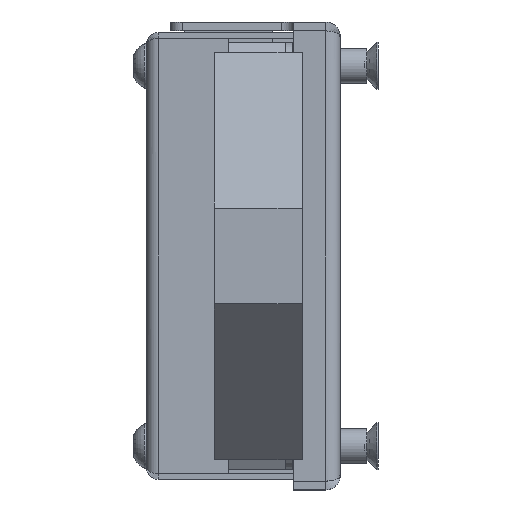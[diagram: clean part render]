
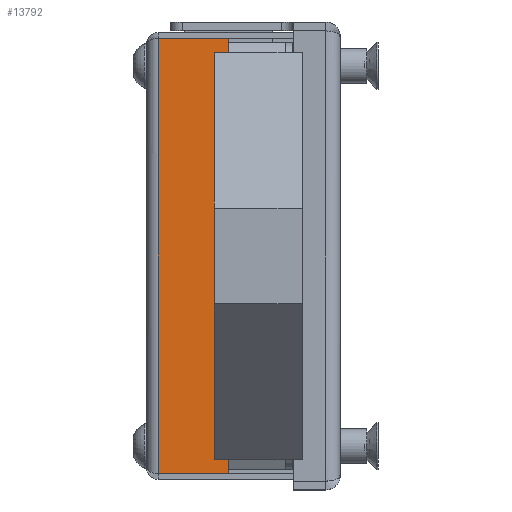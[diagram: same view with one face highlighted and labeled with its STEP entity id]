
A CAD part, left-side view. The second image highlights one B-rep face of the part: STEP entity #13792.
In plain terms, the highlighted planar face has unit normal (-1, 0, 0).
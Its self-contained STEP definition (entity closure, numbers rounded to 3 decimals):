
#136 = CARTESIAN_POINT ( 'NONE',  ( -79.5, 35.6, -37.165 ) ) ;
#1389 = ORIENTED_EDGE ( 'NONE', *, *, #6434, .F. ) ;
#1416 = VERTEX_POINT ( 'NONE', #136 ) ;
#1474 = ORIENTED_EDGE ( 'NONE', *, *, #8367, .T. ) ;
#1638 = ORIENTED_EDGE ( 'NONE', *, *, #22232, .T. ) ;
#1972 = CARTESIAN_POINT ( 'NONE',  ( -79.5, 23.6, 38.2 ) ) ;
#2241 = CARTESIAN_POINT ( 'NONE',  ( -79.5, 25.6, -34.75 ) ) ;
#2251 = DIRECTION ( 'NONE',  ( -1., 0., 0. ) ) ;
#2341 = ORIENTED_EDGE ( 'NONE', *, *, #16259, .F. ) ;
#2458 = EDGE_LOOP ( 'NONE', ( #17939, #2341, #15296, #17512, #1474, #14912, #1638, #1389 ) ) ;
#2900 = VERTEX_POINT ( 'NONE', #13237 ) ;
#2971 = EDGE_CURVE ( 'Defeature ausgef�hrt11_63+Defeature ausgef�hrt11_128+Defeature ausgef�hrt11_157+Defeature ausgef�hrt11_57', #13093, #13097, #7564, .T. ) ;
#3835 = VERTEX_POINT ( 'NONE', #2241 ) ;
#5947 = LINE ( 'NONE', #14215, #7723 ) ;
#6370 = VECTOR ( 'NONE', #23038, 1000. ) ;
#6434 = EDGE_CURVE ( 'Defeature ausgef�hrt11_96+Defeature ausgef�hrt11_63+Defeature ausgef�hrt11_127+Defeature ausgef�hrt11_91', #2900, #9713, #23531, .T. ) ;
#7343 = CARTESIAN_POINT ( 'NONE',  ( -79.5, 9.6, -34.75 ) ) ;
#7564 = LINE ( 'NONE', #8029, #6370 ) ;
#7723 = VECTOR ( 'NONE', #8374, 1000. ) ;
#7887 = LINE ( 'NONE', #7343, #19615 ) ;
#8029 = CARTESIAN_POINT ( 'NONE',  ( -79.5, 9.6, 34.75 ) ) ;
#8367 = EDGE_CURVE ( 'Defeature ausgef�hrt11_63+Defeature ausgef�hrt11_90+Defeature ausgef�hrt11_57+Defeature ausgef�hrt11_95', #24264, #13144, #24288, .T. ) ;
#8374 = DIRECTION ( 'NONE',  ( 0., 0., -1. ) ) ;
#8545 = VECTOR ( 'NONE', #24375, 1000. ) ;
#9232 = DIRECTION ( 'NONE',  ( 0., 0., -1. ) ) ;
#9713 = VERTEX_POINT ( 'NONE', #12318 ) ;
#10241 = VECTOR ( 'NONE', #14755, 1000. ) ;
#10323 = CARTESIAN_POINT ( 'NONE',  ( -79.5, 35.6, 37.165 ) ) ;
#11306 = EDGE_CURVE ( 'Defeature ausgef�hrt11_57+Defeature ausgef�hrt11_63+Defeature ausgef�hrt11_90+Defeature ausgef�hrt11_128', #24264, #13097, #11471, .T. ) ;
#11444 = DIRECTION ( 'NONE',  ( 0., 0., 1. ) ) ;
#11471 = LINE ( 'NONE', #17783, #17081 ) ;
#12318 = CARTESIAN_POINT ( 'NONE',  ( -79.5, 23.6, -37.165 ) ) ;
#12360 = DIRECTION ( 'NONE',  ( 0., 0., -1. ) ) ;
#13093 = VERTEX_POINT ( 'NONE', #23448 ) ;
#13097 = VERTEX_POINT ( 'NONE', #23218 ) ;
#13144 = VERTEX_POINT ( 'NONE', #10323 ) ;
#13208 = CARTESIAN_POINT ( 'NONE',  ( -79.5, 9.6, -37.165 ) ) ;
#13237 = CARTESIAN_POINT ( 'NONE',  ( -79.5, 23.6, -34.75 ) ) ;
#13792 = ADVANCED_FACE ( 'Defeature ausgef�hrt11_63', ( #15969 ), #22826, .T. ) ;
#14215 = CARTESIAN_POINT ( 'NONE',  ( -79.5, 25.6, 833.2 ) ) ;
#14755 = DIRECTION ( 'NONE',  ( 0., -1., 0. ) ) ;
#14912 = ORIENTED_EDGE ( 'NONE', *, *, #15172, .T. ) ;
#15137 = CARTESIAN_POINT ( 'NONE',  ( -79.5, 9.6, 833.2 ) ) ;
#15172 = EDGE_CURVE ( 'Defeature ausgef�hrt11_63+Defeature ausgef�hrt11_95+Defeature ausgef�hrt11_90+Defeature ausgef�hrt11_91', #13144, #1416, #15904, .T. ) ;
#15296 = ORIENTED_EDGE ( 'NONE', *, *, #2971, .T. ) ;
#15904 = LINE ( 'NONE', #17077, #19407 ) ;
#15969 = FACE_OUTER_BOUND ( 'NONE', #2458, .T. ) ;
#16259 = EDGE_CURVE ( 'Defeature ausgef�hrt11_157+Defeature ausgef�hrt11_63+Defeature ausgef�hrt11_128+Defeature ausgef�hrt11_127', #13093, #3835, #5947, .T. ) ;
#16709 = LINE ( 'NONE', #13208, #10241 ) ;
#17077 = CARTESIAN_POINT ( 'NONE',  ( -79.5, 35.6, 833.2 ) ) ;
#17081 = VECTOR ( 'NONE', #12360, 1000. ) ;
#17512 = ORIENTED_EDGE ( 'NONE', *, *, #11306, .F. ) ;
#17783 = CARTESIAN_POINT ( 'NONE',  ( -79.5, 23.6, 38.2 ) ) ;
#17939 = ORIENTED_EDGE ( 'NONE', *, *, #20751, .F. ) ;
#18608 = CARTESIAN_POINT ( 'NONE',  ( -79.5, 9.6, 37.165 ) ) ;
#19292 = VECTOR ( 'NONE', #22372, 1000. ) ;
#19339 = CARTESIAN_POINT ( 'NONE',  ( -79.5, 23.6, 37.165 ) ) ;
#19407 = VECTOR ( 'NONE', #9232, 1000. ) ;
#19615 = VECTOR ( 'NONE', #24334, 1000. ) ;
#20751 = EDGE_CURVE ( 'Defeature ausgef�hrt11_127+Defeature ausgef�hrt11_63+Defeature ausgef�hrt11_157+Defeature ausgef�hrt11_96', #3835, #2900, #7887, .T. ) ;
#22232 = EDGE_CURVE ( 'Defeature ausgef�hrt11_63+Defeature ausgef�hrt11_91+Defeature ausgef�hrt11_95+Defeature ausgef�hrt11_96', #1416, #9713, #16709, .T. ) ;
#22372 = DIRECTION ( 'NONE',  ( 0., 1., 0. ) ) ;
#22826 = PLANE ( 'NONE',  #23274 ) ;
#23038 = DIRECTION ( 'NONE',  ( 0., -1., 0. ) ) ;
#23218 = CARTESIAN_POINT ( 'NONE',  ( -79.5, 23.6, 34.75 ) ) ;
#23274 = AXIS2_PLACEMENT_3D ( 'NONE', #15137, #2251, #11444 ) ;
#23448 = CARTESIAN_POINT ( 'NONE',  ( -79.5, 25.6, 34.75 ) ) ;
#23531 = LINE ( 'NONE', #1972, #8545 ) ;
#24264 = VERTEX_POINT ( 'NONE', #19339 ) ;
#24288 = LINE ( 'NONE', #18608, #19292 ) ;
#24334 = DIRECTION ( 'NONE',  ( 0., -1., 0. ) ) ;
#24375 = DIRECTION ( 'NONE',  ( 0., 0., -1. ) ) ;
